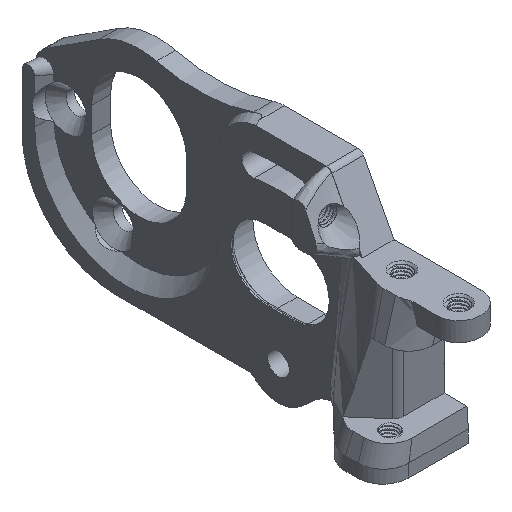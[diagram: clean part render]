
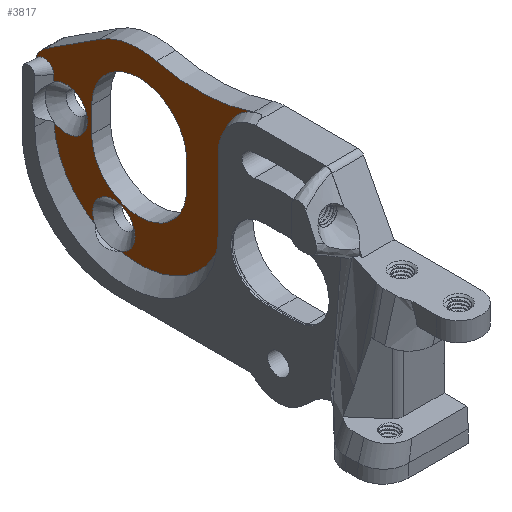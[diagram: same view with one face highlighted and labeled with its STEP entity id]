
A CAD part, isometric view. The second image highlights one B-rep face of the part: STEP entity #3817.
In plain terms, the highlighted planar face has unit normal (-1, 0, 0).
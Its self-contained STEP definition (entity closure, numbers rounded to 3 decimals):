
#971 = VERTEX_POINT('',#972);
#972 = CARTESIAN_POINT('',(-27.,5.778,29.625));
#978 = EDGE_CURVE('',#979,#971,#981,.T.);
#979 = VERTEX_POINT('',#980);
#980 = CARTESIAN_POINT('',(-27.,7.439,27.132));
#981 = CIRCLE('',#982,3.776);
#982 = AXIS2_PLACEMENT_3D('',#983,#984,#985);
#983 = CARTESIAN_POINT('',(-27.,3.724,26.457));
#984 = DIRECTION('',(1.,0.,0.));
#985 = DIRECTION('',(0.,-1.,0.));
#1008 = EDGE_CURVE('',#1009,#979,#1011,.T.);
#1009 = VERTEX_POINT('',#1010);
#1010 = CARTESIAN_POINT('',(-27.,4.5,26.709));
#1011 = CIRCLE('',#1012,1.5);
#1012 = AXIS2_PLACEMENT_3D('',#1013,#1014,#1015);
#1013 = CARTESIAN_POINT('',(-27.,6.,26.709));
#1014 = DIRECTION('',(-1.,0.,0.));
#1015 = DIRECTION('',(0.,-1.,0.));
#1051 = EDGE_CURVE('',#1009,#1052,#1054,.T.);
#1052 = VERTEX_POINT('',#1053);
#1053 = CARTESIAN_POINT('',(-27.,4.5,25.687));
#1054 = LINE('',#1055,#1056);
#1055 = CARTESIAN_POINT('',(-27.,4.5,26.709));
#1056 = VECTOR('',#1057,1.);
#1057 = DIRECTION('',(0.,0.,-1.));
#1094 = VERTEX_POINT('',#1095);
#1095 = CARTESIAN_POINT('',(-27.,4.482,20.299));
#1154 = EDGE_CURVE('',#1094,#1155,#1157,.T.);
#1155 = VERTEX_POINT('',#1156);
#1156 = CARTESIAN_POINT('',(-27.,-2.039,9.433));
#1157 = CIRCLE('',#1158,13.5);
#1158 = AXIS2_PLACEMENT_3D('',#1159,#1160,#1161);
#1159 = CARTESIAN_POINT('',(-27.,-9.,21.));
#1160 = DIRECTION('',(-1.,0.,0.));
#1161 = DIRECTION('',(0.,-1.,0.));
#1164 = VERTEX_POINT('',#1165);
#1165 = CARTESIAN_POINT('',(-27.,-6.063,7.823));
#1210 = EDGE_CURVE('',#1164,#1211,#1213,.T.);
#1211 = VERTEX_POINT('',#1212);
#1212 = CARTESIAN_POINT('',(-27.,-22.5,21.));
#1213 = CIRCLE('',#1214,13.5);
#1214 = AXIS2_PLACEMENT_3D('',#1215,#1216,#1217);
#1215 = CARTESIAN_POINT('',(-27.,-9.,21.));
#1216 = DIRECTION('',(-1.,0.,0.));
#1217 = DIRECTION('',(0.,-1.,0.));
#1254 = EDGE_CURVE('',#1211,#1255,#1257,.T.);
#1255 = VERTEX_POINT('',#1256);
#1256 = CARTESIAN_POINT('',(-27.,-22.5,30.887));
#1257 = LINE('',#1258,#1259);
#1258 = CARTESIAN_POINT('',(-27.,-22.5,21.));
#1259 = VECTOR('',#1260,1.);
#1260 = DIRECTION('',(0.,0.,1.));
#1277 = EDGE_CURVE('',#1278,#1255,#1280,.T.);
#1278 = VERTEX_POINT('',#1279);
#1279 = CARTESIAN_POINT('',(-27.,-28.327,37.65));
#1280 = CIRCLE('',#1281,6.838);
#1281 = AXIS2_PLACEMENT_3D('',#1282,#1283,#1284);
#1282 = CARTESIAN_POINT('',(-27.,-29.338,30.887));
#1283 = DIRECTION('',(-1.,0.,0.));
#1284 = DIRECTION('',(0.,-1.,0.));
#3817 = ADVANCED_FACE('',(#3818,#3892),#3928,.F.);
#3818 = FACE_BOUND('',#3819,.F.);
#3819 = EDGE_LOOP('',(#3820,#3821,#3830,#3837,#3838,#3839,#3840,#3848,
    #3857,#3866,#3873,#3874,#3875,#3876,#3885));
#3820 = ORIENTED_EDGE('',*,*,#1154,.F.);
#3821 = ORIENTED_EDGE('',*,*,#3822,.T.);
#3822 = EDGE_CURVE('',#1094,#3823,#3825,.T.);
#3823 = VERTEX_POINT('',#3824);
#3824 = CARTESIAN_POINT('',(-27.,-0.85,23.));
#3825 = CIRCLE('',#3826,3.35);
#3826 = AXIS2_PLACEMENT_3D('',#3827,#3828,#3829);
#3827 = CARTESIAN_POINT('',(-27.,2.5,23.));
#3828 = DIRECTION('',(-1.,0.,0.));
#3829 = DIRECTION('',(0.,-1.,0.));
#3830 = ORIENTED_EDGE('',*,*,#3831,.T.);
#3831 = EDGE_CURVE('',#3823,#1052,#3832,.T.);
#3832 = CIRCLE('',#3833,3.35);
#3833 = AXIS2_PLACEMENT_3D('',#3834,#3835,#3836);
#3834 = CARTESIAN_POINT('',(-27.,2.5,23.));
#3835 = DIRECTION('',(-1.,0.,0.));
#3836 = DIRECTION('',(0.,-1.,0.));
#3837 = ORIENTED_EDGE('',*,*,#1051,.F.);
#3838 = ORIENTED_EDGE('',*,*,#1008,.T.);
#3839 = ORIENTED_EDGE('',*,*,#978,.T.);
#3840 = ORIENTED_EDGE('',*,*,#3841,.T.);
#3841 = EDGE_CURVE('',#971,#3842,#3844,.T.);
#3842 = VERTEX_POINT('',#3843);
#3843 = CARTESIAN_POINT('',(-27.,-2.744,35.15));
#3844 = LINE('',#3845,#3846);
#3845 = CARTESIAN_POINT('',(-27.,-3.33,35.529));
#3846 = VECTOR('',#3847,1.);
#3847 = DIRECTION('',(0.,-0.839,0.544)
  );
#3848 = ORIENTED_EDGE('',*,*,#3849,.T.);
#3849 = EDGE_CURVE('',#3842,#3850,#3852,.T.);
#3850 = VERTEX_POINT('',#3851);
#3851 = CARTESIAN_POINT('',(-27.,-11.759,36.664));
#3852 = CIRCLE('',#3853,11.5);
#3853 = AXIS2_PLACEMENT_3D('',#3854,#3855,#3856);
#3854 = CARTESIAN_POINT('',(-27.,-9.,25.5));
#3855 = DIRECTION('',(1.,0.,0.));
#3856 = DIRECTION('',(0.,-1.,0.));
#3857 = ORIENTED_EDGE('',*,*,#3858,.F.);
#3858 = EDGE_CURVE('',#3859,#3850,#3861,.T.);
#3859 = VERTEX_POINT('',#3860);
#3860 = CARTESIAN_POINT('',(-27.,-27.103,37.373));
#3861 = CIRCLE('',#3862,27.);
#3862 = AXIS2_PLACEMENT_3D('',#3863,#3864,#3865);
#3863 = CARTESIAN_POINT('',(-27.,-18.236,62.876));
#3864 = DIRECTION('',(1.,0.,0.));
#3865 = DIRECTION('',(0.,-1.,0.));
#3866 = ORIENTED_EDGE('',*,*,#3867,.T.);
#3867 = EDGE_CURVE('',#3859,#1278,#3868,.T.);
#3868 = CIRCLE('',#3869,5.609);
#3869 = AXIS2_PLACEMENT_3D('',#3870,#3871,#3872);
#3870 = CARTESIAN_POINT('',(-27.,-28.945,32.076));
#3871 = DIRECTION('',(1.,0.,0.));
#3872 = DIRECTION('',(0.,-1.,0.));
#3873 = ORIENTED_EDGE('',*,*,#1277,.T.);
#3874 = ORIENTED_EDGE('',*,*,#1254,.F.);
#3875 = ORIENTED_EDGE('',*,*,#1210,.F.);
#3876 = ORIENTED_EDGE('',*,*,#3877,.T.);
#3877 = EDGE_CURVE('',#1164,#3878,#3880,.T.);
#3878 = VERTEX_POINT('',#3879);
#3879 = CARTESIAN_POINT('',(-27.,-8.35,11.));
#3880 = CIRCLE('',#3881,3.35);
#3881 = AXIS2_PLACEMENT_3D('',#3882,#3883,#3884);
#3882 = CARTESIAN_POINT('',(-27.,-5.,11.));
#3883 = DIRECTION('',(-1.,0.,0.));
#3884 = DIRECTION('',(0.,-1.,0.));
#3885 = ORIENTED_EDGE('',*,*,#3886,.T.);
#3886 = EDGE_CURVE('',#3878,#1155,#3887,.T.);
#3887 = CIRCLE('',#3888,3.35);
#3888 = AXIS2_PLACEMENT_3D('',#3889,#3890,#3891);
#3889 = CARTESIAN_POINT('',(-27.,-5.,11.));
#3890 = DIRECTION('',(-1.,0.,0.));
#3891 = DIRECTION('',(0.,-1.,0.));
#3892 = FACE_BOUND('',#3893,.F.);
#3893 = EDGE_LOOP('',(#3894,#3904,#3913,#3921));
#3894 = ORIENTED_EDGE('',*,*,#3895,.F.);
#3895 = EDGE_CURVE('',#3896,#3898,#3900,.T.);
#3896 = VERTEX_POINT('',#3897);
#3897 = CARTESIAN_POINT('',(-27.,-16.5,25.5));
#3898 = VERTEX_POINT('',#3899);
#3899 = CARTESIAN_POINT('',(-27.,-16.5,21.5));
#3900 = LINE('',#3901,#3902);
#3901 = CARTESIAN_POINT('',(-27.,-16.5,25.536));
#3902 = VECTOR('',#3903,1.);
#3903 = DIRECTION('',(0.,0.,-1.));
#3904 = ORIENTED_EDGE('',*,*,#3905,.F.);
#3905 = EDGE_CURVE('',#3906,#3896,#3908,.T.);
#3906 = VERTEX_POINT('',#3907);
#3907 = CARTESIAN_POINT('',(-27.,-1.5,25.5));
#3908 = CIRCLE('',#3909,7.5);
#3909 = AXIS2_PLACEMENT_3D('',#3910,#3911,#3912);
#3910 = CARTESIAN_POINT('',(-27.,-9.,25.5));
#3911 = DIRECTION('',(1.,0.,0.));
#3912 = DIRECTION('',(0.,-1.,0.));
#3913 = ORIENTED_EDGE('',*,*,#3914,.F.);
#3914 = EDGE_CURVE('',#3915,#3906,#3917,.T.);
#3915 = VERTEX_POINT('',#3916);
#3916 = CARTESIAN_POINT('',(-27.,-1.5,21.5));
#3917 = LINE('',#3918,#3919);
#3918 = CARTESIAN_POINT('',(-27.,-1.5,27.536));
#3919 = VECTOR('',#3920,1.);
#3920 = DIRECTION('',(0.,0.,1.));
#3921 = ORIENTED_EDGE('',*,*,#3922,.F.);
#3922 = EDGE_CURVE('',#3898,#3915,#3923,.T.);
#3923 = CIRCLE('',#3924,7.5);
#3924 = AXIS2_PLACEMENT_3D('',#3925,#3926,#3927);
#3925 = CARTESIAN_POINT('',(-27.,-9.,21.5));
#3926 = DIRECTION('',(1.,0.,0.));
#3927 = DIRECTION('',(0.,-1.,0.));
#3928 = PLANE('',#3929);
#3929 = AXIS2_PLACEMENT_3D('',#3930,#3931,#3932);
#3930 = CARTESIAN_POINT('',(-27.,-8.024,29.571));
#3931 = DIRECTION('',(1.,0.,0.));
#3932 = DIRECTION('',(0.,1.,0.));
